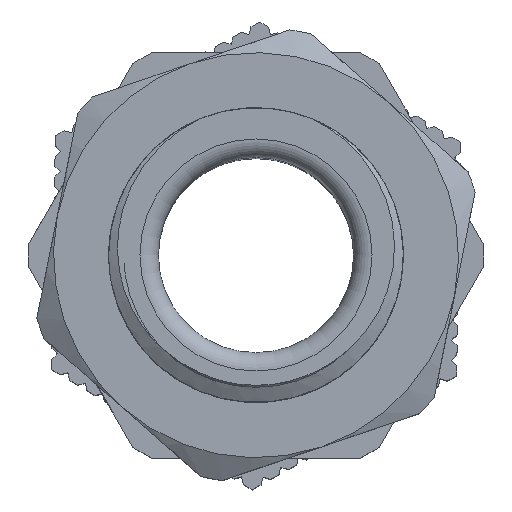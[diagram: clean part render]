
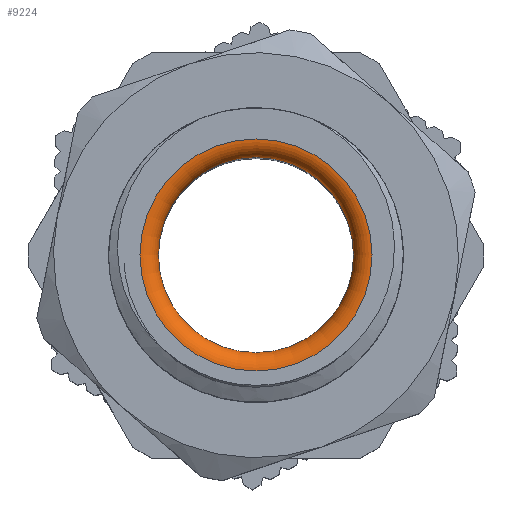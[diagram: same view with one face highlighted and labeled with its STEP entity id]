
A CAD part, top view. The second image highlights one B-rep face of the part: STEP entity #9224.
In plain terms, the highlighted toroidal (fillet/blend) face has major radius 6.3 mm and minor radius 1 mm.
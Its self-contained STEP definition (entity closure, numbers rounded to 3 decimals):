
#263=TOROIDAL_SURFACE('',#9781,6.3,1.);
#825=FACE_OUTER_BOUND('',#1334,.T.);
#1334=EDGE_LOOP('',(#6812,#6813,#6814,#6815,#6816));
#1727=CIRCLE('',#9782,6.3);
#1728=CIRCLE('',#9783,1.);
#1729=CIRCLE('',#9784,5.3);
#1730=CIRCLE('',#9785,5.3);
#4026=VERTEX_POINT('',#14608);
#4027=VERTEX_POINT('',#14610);
#4028=VERTEX_POINT('',#14612);
#5090=EDGE_CURVE('',#4026,#4026,#1727,.T.);
#5091=EDGE_CURVE('',#4026,#4027,#1728,.T.);
#5092=EDGE_CURVE('',#4027,#4028,#1729,.T.);
#5093=EDGE_CURVE('',#4028,#4027,#1730,.T.);
#6812=ORIENTED_EDGE('',*,*,#5090,.T.);
#6813=ORIENTED_EDGE('',*,*,#5091,.T.);
#6814=ORIENTED_EDGE('',*,*,#5092,.T.);
#6815=ORIENTED_EDGE('',*,*,#5093,.T.);
#6816=ORIENTED_EDGE('',*,*,#5091,.F.);
#9224=ADVANCED_FACE('',(#825),#263,.T.);
#9781=AXIS2_PLACEMENT_3D('',#14607,#10729,#10730);
#9782=AXIS2_PLACEMENT_3D('',#14609,#10731,#10732);
#9783=AXIS2_PLACEMENT_3D('',#14611,#10733,#10734);
#9784=AXIS2_PLACEMENT_3D('',#14613,#10735,#10736);
#9785=AXIS2_PLACEMENT_3D('',#14614,#10737,#10738);
#10729=DIRECTION('center_axis',(0.,0.,-1.));
#10730=DIRECTION('ref_axis',(-1.,0.,0.));
#10731=DIRECTION('center_axis',(0.,0.,1.));
#10732=DIRECTION('ref_axis',(-1.,0.,0.));
#10733=DIRECTION('center_axis',(0.,-1.,0.));
#10734=DIRECTION('ref_axis',(1.,0.,0.));
#10735=DIRECTION('center_axis',(0.,0.,-1.));
#10736=DIRECTION('ref_axis',(-1.,0.,0.));
#10737=DIRECTION('center_axis',(0.,0.,-1.));
#10738=DIRECTION('ref_axis',(-1.,0.,0.));
#14607=CARTESIAN_POINT('Origin',(0.,0.,16.5));
#14608=CARTESIAN_POINT('',(6.3,0.,17.5));
#14609=CARTESIAN_POINT('Origin',(0.,0.,17.5));
#14610=CARTESIAN_POINT('',(5.3,0.,16.5));
#14611=CARTESIAN_POINT('Origin',(6.3,0.,16.5));
#14612=CARTESIAN_POINT('',(-5.3,0.,16.5));
#14613=CARTESIAN_POINT('Origin',(0.,0.,16.5));
#14614=CARTESIAN_POINT('Origin',(0.,0.,16.5));
